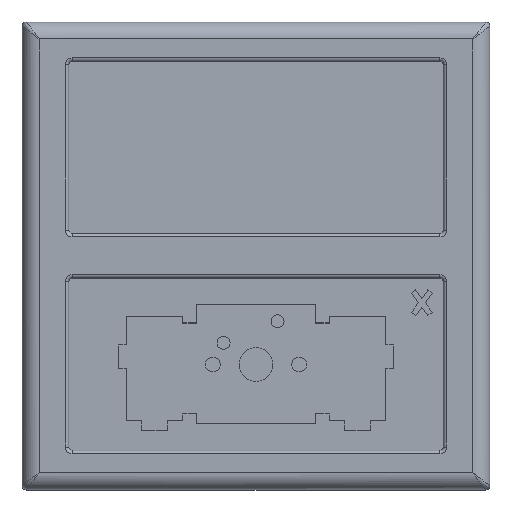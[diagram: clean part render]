
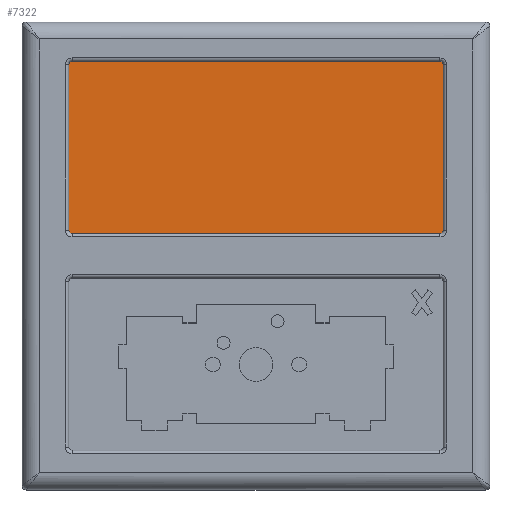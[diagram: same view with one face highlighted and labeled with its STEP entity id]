
A CAD part, top view. The second image highlights one B-rep face of the part: STEP entity #7322.
In plain terms, the highlighted planar face has unit normal (0, 0, 1).
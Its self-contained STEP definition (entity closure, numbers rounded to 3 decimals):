
#7247=CARTESIAN_POINT('',(0.,-1.,5.));
#7248=DIRECTION('',(0.,0.,1.));
#7249=DIRECTION('',(1.,0.,0.));
#7250=AXIS2_PLACEMENT_3D('',#7247,#7248,#7249);
#7251=PLANE('',#7250);
#7252=CARTESIAN_POINT('',(22.03,22.475,5.));
#7253=VERTEX_POINT('',#7252);
#7254=CARTESIAN_POINT('',(22.03,3.025,5.));
#7255=VERTEX_POINT('',#7254);
#7256=CARTESIAN_POINT('',(22.03,22.475,5.));
#7257=DIRECTION('',(-0.,-1.,-0.));
#7258=VECTOR('',#7257,19.45);
#7259=LINE('',#7256,#7258);
#7260=EDGE_CURVE('',#7253,#7255,#7259,.T.);
#7261=ORIENTED_EDGE('',*,*,#7260,.F.);
#7262=CARTESIAN_POINT('',(21.63,22.875,5.));
#7263=VERTEX_POINT('',#7262);
#7264=CARTESIAN_POINT('',(21.63,22.475,5.));
#7265=DIRECTION('',(-0.,-0.,1.));
#7266=DIRECTION('',(-1.,0.,0.));
#7267=AXIS2_PLACEMENT_3D('',#7264,#7265,#7266);
#7268=CIRCLE('',#7267,0.4);
#7269=EDGE_CURVE('',#7253,#7263,#7268,.T.);
#7270=ORIENTED_EDGE('',*,*,#7269,.T.);
#7271=CARTESIAN_POINT('',(-21.63,22.875,5.));
#7272=VERTEX_POINT('',#7271);
#7273=CARTESIAN_POINT('',(-21.63,22.875,5.));
#7274=DIRECTION('',(1.,0.,-0.));
#7275=VECTOR('',#7274,43.26);
#7276=LINE('',#7273,#7275);
#7277=EDGE_CURVE('',#7272,#7263,#7276,.T.);
#7278=ORIENTED_EDGE('',*,*,#7277,.F.);
#7279=CARTESIAN_POINT('',(-22.03,22.475,5.));
#7280=VERTEX_POINT('',#7279);
#7281=CARTESIAN_POINT('',(-21.63,22.475,5.));
#7282=DIRECTION('',(-0.,-0.,1.));
#7283=DIRECTION('',(-1.,0.,0.));
#7284=AXIS2_PLACEMENT_3D('',#7281,#7282,#7283);
#7285=CIRCLE('',#7284,0.4);
#7286=EDGE_CURVE('',#7272,#7280,#7285,.T.);
#7287=ORIENTED_EDGE('',*,*,#7286,.T.);
#7288=CARTESIAN_POINT('',(-22.03,3.025,5.));
#7289=VERTEX_POINT('',#7288);
#7290=CARTESIAN_POINT('',(-22.03,3.025,5.));
#7291=DIRECTION('',(0.,1.,0.));
#7292=VECTOR('',#7291,19.45);
#7293=LINE('',#7290,#7292);
#7294=EDGE_CURVE('',#7289,#7280,#7293,.T.);
#7295=ORIENTED_EDGE('',*,*,#7294,.F.);
#7296=CARTESIAN_POINT('',(-21.63,2.625,5.));
#7297=VERTEX_POINT('',#7296);
#7298=CARTESIAN_POINT('',(-21.63,3.025,5.));
#7299=DIRECTION('',(-0.,-0.,1.));
#7300=DIRECTION('',(-1.,0.,0.));
#7301=AXIS2_PLACEMENT_3D('',#7298,#7299,#7300);
#7302=CIRCLE('',#7301,0.4);
#7303=EDGE_CURVE('',#7289,#7297,#7302,.T.);
#7304=ORIENTED_EDGE('',*,*,#7303,.T.);
#7305=CARTESIAN_POINT('',(21.63,2.625,5.));
#7306=VERTEX_POINT('',#7305);
#7307=CARTESIAN_POINT('',(21.63,2.625,5.));
#7308=DIRECTION('',(-1.,-0.,0.));
#7309=VECTOR('',#7308,43.26);
#7310=LINE('',#7307,#7309);
#7311=EDGE_CURVE('',#7306,#7297,#7310,.T.);
#7312=ORIENTED_EDGE('',*,*,#7311,.F.);
#7313=CARTESIAN_POINT('',(21.63,3.025,5.));
#7314=DIRECTION('',(-0.,-0.,1.));
#7315=DIRECTION('',(-1.,0.,0.));
#7316=AXIS2_PLACEMENT_3D('',#7313,#7314,#7315);
#7317=CIRCLE('',#7316,0.4);
#7318=EDGE_CURVE('',#7306,#7255,#7317,.T.);
#7319=ORIENTED_EDGE('',*,*,#7318,.T.);
#7320=EDGE_LOOP('',(#7261,#7270,#7278,#7287,#7295,#7304,#7312,#7319));
#7321=FACE_BOUND('',#7320,.T.);
#7322=ADVANCED_FACE('',(#7321),#7251,.T.);
